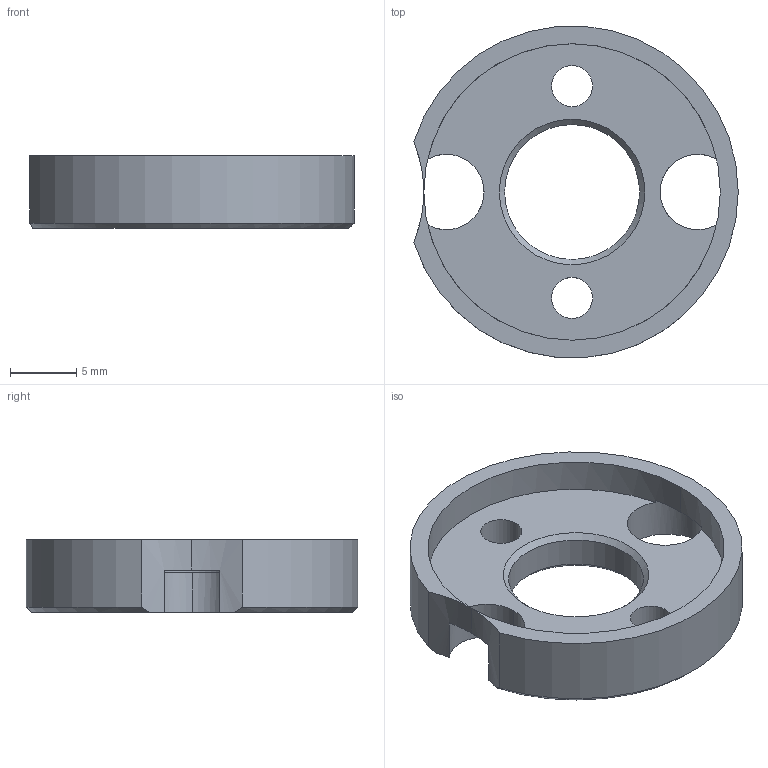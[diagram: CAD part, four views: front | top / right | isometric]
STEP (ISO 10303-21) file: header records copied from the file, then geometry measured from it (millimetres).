
FILE_DESCRIPTION(('FreeCAD Model'),'2;1');
FILE_NAME('leadscrew-nut-adapter-std.step','2020-04-13T20:19:52',('Author'),(''), 'Open CASCADE STEP processor 7.3','FreeCAD','Unknown');
FILE_SCHEMA(('AUTOMOTIVE_DESIGN { 1 0 10303 214 1 1 1 1 }'));
Length unit declared in the file: millimetre
Products named in the file (1): adapter-big-grub-cutout
Bounding box: 24.51 x 25.04 x 5.5 mm (x, y, z)
Volume: 1251.1 mm3; surface area: 1504 mm2
Topology: 1 solids, 1 shells, 24 faces, 65 edges, 40 vertices
Faces by surface type: cylinder 12, cone 6, plane 6
Full cylindrical faces by diameter (mm): 3.1 x2, 5.7 x1, 10.2 x1
Entity records: 1868 total; most frequent: CARTESIAN_POINT 388, DIRECTION 247, ORIENTED_EDGE 132, PCURVE 130, DEFINITIONAL_REPRESENTATION 130, LINE 83, VECTOR 83, CIRCLE 74
